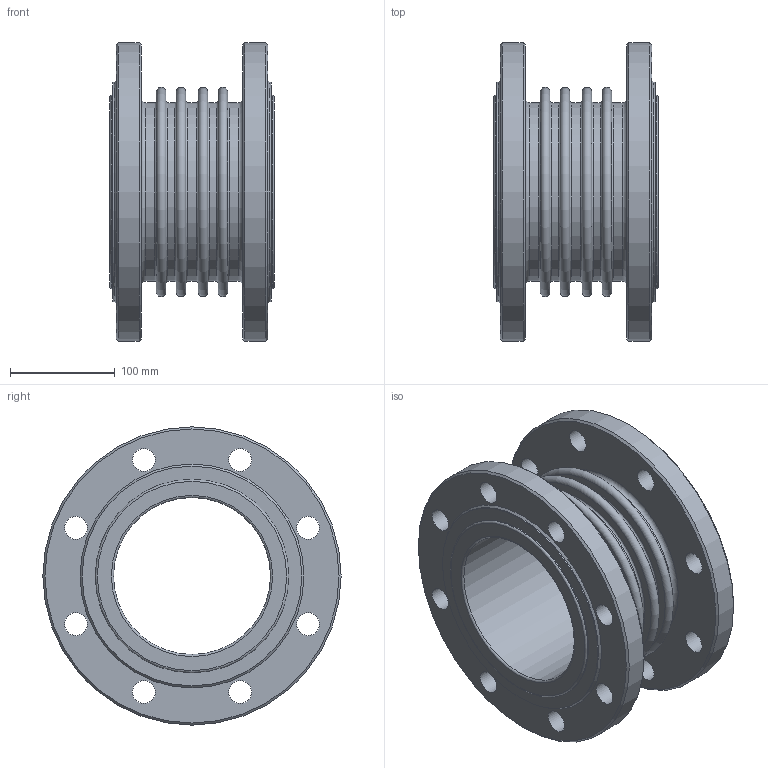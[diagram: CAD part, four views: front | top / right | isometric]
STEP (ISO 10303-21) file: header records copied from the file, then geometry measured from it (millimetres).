
FILE_DESCRIPTION(/* description */ (''),/* implementation_level */ '2;1');
FILE_NAME(/* name */ 'DN150_3D_STEP.stp',/* time_stamp */ '2025-11-21T21:37:10+03:00',/* author */ ('igorr'),/* organization */ (''),/* preprocessor_version */ 'ST-DEVELOPER v20',/* originating_system */ 'Autodesk Inventor 2025',/* authorisation */ '');
FILE_SCHEMA (('AUTOMOTIVE_DESIGN { 1 0 10303 214 3 1 1 }'));
Length unit declared in the file: millimetre
Products named in the file (1): Деталь1
Bounding box: 157 x 285 x 285 mm (x, y, z)
Volume: 3015029.9 mm3; surface area: 413865.1 mm2
Topology: 1 solids, 1 shells, 68 faces, 148 edges, 96 vertices
Faces by surface type: cylinder 28, torus 18, plane 16, cone 6
Full cylindrical faces by diameter (mm): 22 x16, 150 x1, 170.5 x5, 185 x2, 210 x2, 285 x2
Entity records: 2115 total; most frequent: DIRECTION 400, CARTESIAN_POINT 313, ORIENTED_EDGE 296, AXIS2_PLACEMENT_3D 183, EDGE_CURVE 148, EDGE_LOOP 116, CIRCLE 114, VERTEX_POINT 96
